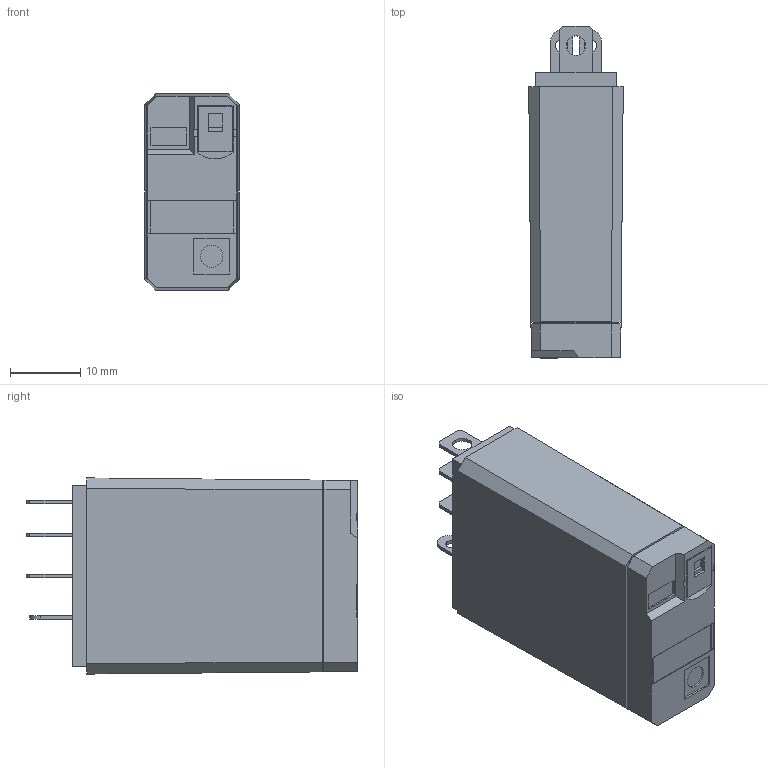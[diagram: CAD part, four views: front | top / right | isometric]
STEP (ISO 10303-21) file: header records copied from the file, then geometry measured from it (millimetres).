
FILE_DESCRIPTION (( 'STEP AP203' ), '1' );
FILE_NAME ('781-1C-120A.step', '2021-03-30T11:37:04', ( '' ), ( '' ), 'SwSTEP 2.0', 'SolidWorks 2021', '' );
FILE_SCHEMA (( 'CONFIG_CONTROL_DESIGN' ));
Length unit declared in the file: inch
Products named in the file (1): 781-1C-120A
Bounding box: 13.46 x 47.24 x 27.94 mm (x, y, z)
Volume: 14356.1 mm3; surface area: 4310.3 mm2
Topology: 1 solids, 1 shells, 124 faces, 321 edges, 214 vertices
Faces by surface type: plane 109, cylinder 15
Entity records: 3834 total; most frequent: CARTESIAN_POINT 660, ORIENTED_EDGE 642, DIRECTION 601, EDGE_CURVE 321, VECTOR 291, LINE 291, VERTEX_POINT 214, AXIS2_PLACEMENT_3D 155
